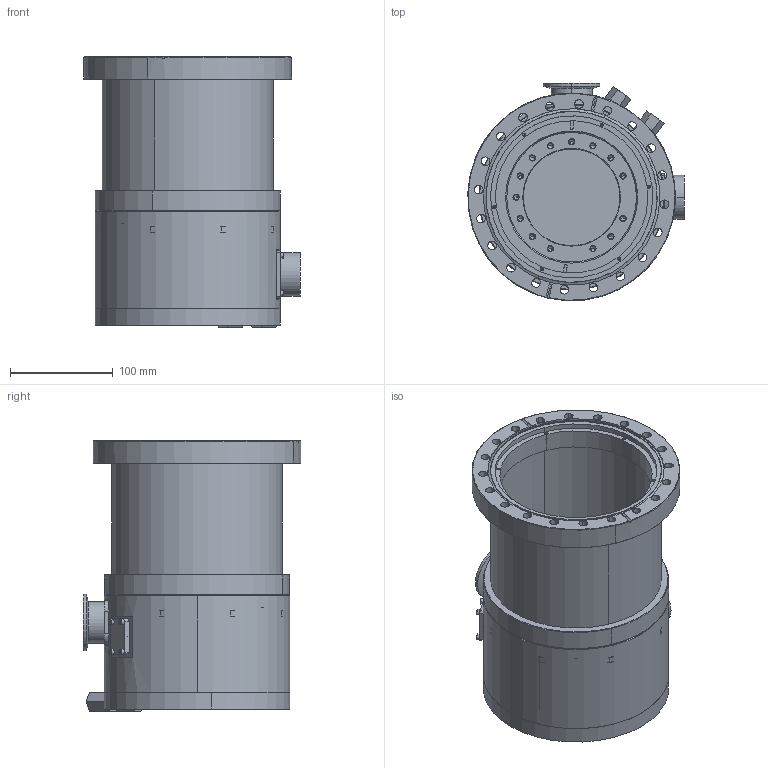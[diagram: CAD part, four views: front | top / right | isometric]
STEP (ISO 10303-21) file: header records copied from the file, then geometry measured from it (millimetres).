
FILE_DESCRIPTION (( 'STEP AP214' ), '1' );
FILE_NAME ('控源貌斐451-P0104540001.STEP', '2025-07-29T07:03:16', ( '' ), ( '' ), 'SwSTEP 2.0', 'SolidWorks 2020', '' );
FILE_SCHEMA (( 'AUTOMOTIVE_DESIGN' ));
Length unit declared in the file: millimetre
Products named in the file (20): RC1-4; 價釱-阨濮; GB╱T 3452.1-2005[一般应用的O型橡胶密封圈97.5×2.65]_97.5×2.65; 控源貌斐451-P0104540001; 菁窒苤躇猾裔; 價釱郪璃-阨濮; GB╱T 70.1-2008[内六角圆柱头螺钉M3×10]_M3×10; 瑤脣-導; D010304-0008-V0.01-CF俋褲_CFn160; KF16瓣啣; GB╱T 70.1-2008[内六角圆柱头螺钉M6×25]_M6×25; KF16盲板组件_KF10头带法兰接头; GB╱T 70.1-2008[内六角圆柱头螺钉M3×8]_M3×8; GB╱T 70.1-2008[内六角圆柱头螺钉M5×14]_M4×16; GB╱T 3452.1-2005[一般应用的O型橡胶密封圈16×2.65]_16×2.65; 冷却环; 底部小密封盖组件; GB╱T 3452.1-2005[一般应用的O型橡胶密封圈150×6]_150×3.55; KF40湍楊擘諉芛; 冷却系统组件-451用
Assembly tree (48 placements, depth 4):
  控源貌斐451-P0104540001
    價釱郪璃-阨濮
      價釱-阨濮
      瑤脣-導
      底部小密封盖组件
        菁窒苤躇猾裔
        GB╱T 3452.1-2005[一般应用的O型橡胶密封圈97.5×2.65]_97.5×2.65
        GB╱T 70.1-2008[内六角圆柱头螺钉M3×8]_M3×8  x12
      GB╱T 70.1-2008[内六角圆柱头螺钉M6×25]_M6×25  x8
      冷却系统组件-451用
        冷却环
        RC1-4  x2
      GB╱T 3452.1-2005[一般应用的O型橡胶密封圈150×6]_150×3.55
    D010304-0008-V0.01-CF俋褲_CFn160
    GB╱T 70.1-2008[内六角圆柱头螺钉M3×8]_M3×8  x4
    KF40湍楊擘諉芛
    KF16盲板组件_KF10头带法兰接头
      KF16瓣啣
      GB╱T 3452.1-2005[一般应用的O型橡胶密封圈16×2.65]_16×2.65
      GB╱T 70.1-2008[内六角圆柱头螺钉M3×10]_M3×10  x4
    GB╱T 70.1-2008[内六角圆柱头螺钉M5×14]_M4×16  x4
Bounding box: 210.25 x 211.6 x 262.5 mm (x, y, z)
Volume: 2316573 mm3; surface area: 530499 mm2
Topology: 44 solids, 44 shells, 1688 faces, 3800 edges, 2309 vertices
Faces by surface type: cylinder 704, plane 520, cone 293, torus 170, bspline 1
Entity records: 33371 total; most frequent: DIRECTION 6059, CARTESIAN_POINT 6047, ORIENTED_EDGE 4856, AXIS2_PLACEMENT_3D 2517, EDGE_CURVE 2428, VERTEX_POINT 1544, EDGE_LOOP 1444, CIRCLE 1362
